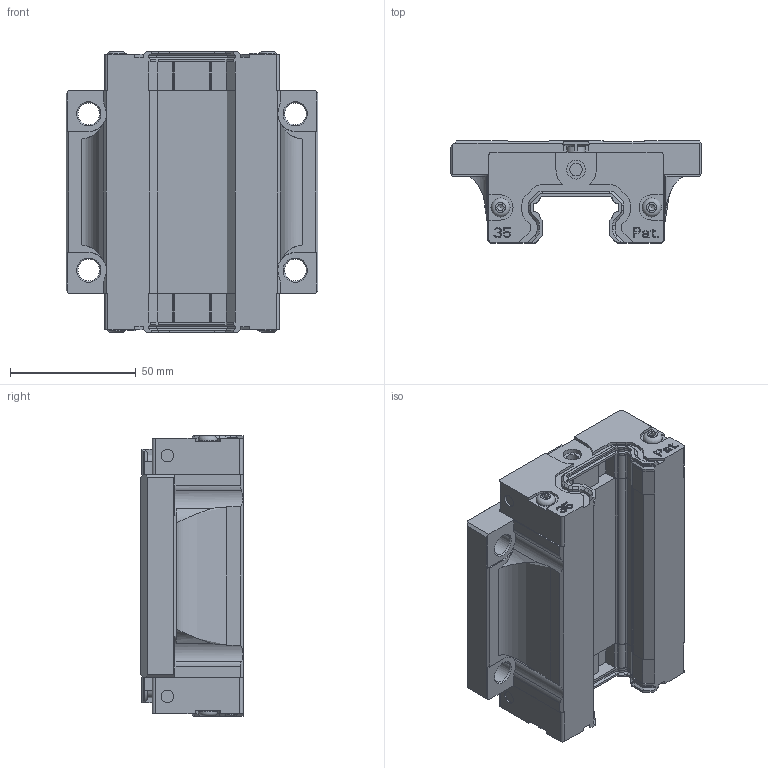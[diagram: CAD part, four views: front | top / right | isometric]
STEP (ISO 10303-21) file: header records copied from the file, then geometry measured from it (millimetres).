
FILE_DESCRIPTION(/* description */ (''),/* implementation_level */ '2;1');
FILE_NAME(/* name */ 'LGB_H35FNSS_Shrinkwrap.ipt.stp',/* time_stamp */ '2015-12-03T06:05:53+01:00',/* author */ ('RLI'),/* organization */ (''),/* preprocessor_version */ 'ST-DEVELOPER v15.6',/* originating_system */ 'Autodesk Inventor 2015',/* authorisation */ '');
FILE_SCHEMA (('AUTOMOTIVE_DESIGN { 1 0 10303 214 3 1 1 }'));
Length unit declared in the file: millimetre
Products named in the file (1): LGB_H35FNSS_Shrinkwrap
Bounding box: 99.95 x 40.5 x 111.5 mm (x, y, z)
Volume: 246099.1 mm3; surface area: 52719.5 mm2
Topology: 1 solids, 15 shells, 1198 faces, 3130 edges, 2006 vertices
Faces by surface type: plane 870, cylinder 234, cone 84, torus 8, bspline 2
Full cylindrical faces by diameter (mm): 4 x12, 4.4 x4, 4.917 x2, 5 x10, 7.4 x2, 7.6 x4, 8.5 x4, 8.6 x4, 9 x2
Entity records: 36951 total; most frequent: CARTESIAN_POINT 6429, ORIENTED_EDGE 6080, DIRECTION 5898, EDGE_CURVE 3040, LINE 2448, VECTOR 2448, VERTEX_POINT 1980, AXIS2_PLACEMENT_3D 1725
